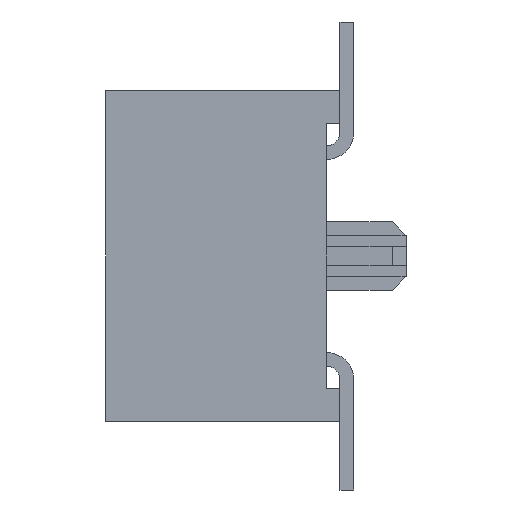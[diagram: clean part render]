
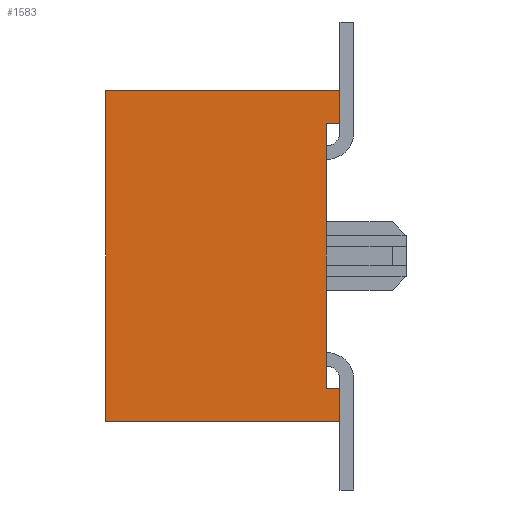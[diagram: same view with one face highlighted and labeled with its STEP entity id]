
A CAD part, left-side view. The second image highlights one B-rep face of the part: STEP entity #1583.
In plain terms, the highlighted planar face has unit normal (-1, 0, 0).
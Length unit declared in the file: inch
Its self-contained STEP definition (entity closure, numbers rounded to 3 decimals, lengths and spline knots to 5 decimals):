
#1583 = ADVANCED_FACE( '', ( #3239 ), #3240, .F. );
#3239 = FACE_OUTER_BOUND( '', #4875, .T. );
#3240 = PLANE( '', #4876 );
#4875 = EDGE_LOOP( '', ( #9780, #9781, #9782, #9783, #9784, #9785, #9786, #9787 ) );
#4876 = AXIS2_PLACEMENT_3D( '', #9788, #9789, #9790 );
#9780 = ORIENTED_EDGE( '', *, *, #10230, .T. );
#9781 = ORIENTED_EDGE( '', *, *, #11228, .T. );
#9782 = ORIENTED_EDGE( '', *, *, #11117, .F. );
#9783 = ORIENTED_EDGE( '', *, *, #11387, .F. );
#9784 = ORIENTED_EDGE( '', *, *, #11743, .T. );
#9785 = ORIENTED_EDGE( '', *, *, #10036, .T. );
#9786 = ORIENTED_EDGE( '', *, *, #11853, .T. );
#9787 = ORIENTED_EDGE( '', *, *, #11081, .T. );
#9788 = CARTESIAN_POINT( '', ( 0., 0.085, -0.06 ) );
#9789 = DIRECTION( '', ( 1., 0., 0. ) );
#9790 = DIRECTION( '', ( 0., 0., -1. ) );
#10036 = EDGE_CURVE( '', #12138, #12135, #12139, .T. );
#10230 = EDGE_CURVE( '', #12495, #12493, #12496, .T. );
#11081 = EDGE_CURVE( '', #13884, #12495, #13885, .T. );
#11117 = EDGE_CURVE( '', #13934, #13932, #13936, .T. );
#11228 = EDGE_CURVE( '', #12493, #13932, #14085, .T. );
#11387 = EDGE_CURVE( '', #14320, #13934, #14322, .T. );
#11743 = EDGE_CURVE( '', #14320, #12138, #14715, .T. );
#11853 = EDGE_CURVE( '', #12135, #13884, #14827, .T. );
#12135 = VERTEX_POINT( '', #15212 );
#12138 = VERTEX_POINT( '', #15216 );
#12139 = LINE( '', #15217, #15218 );
#12493 = VERTEX_POINT( '', #15740 );
#12495 = VERTEX_POINT( '', #15743 );
#12496 = LINE( '', #15744, #15745 );
#13884 = VERTEX_POINT( '', #17805 );
#13885 = LINE( '', #17806, #17807 );
#13932 = VERTEX_POINT( '', #17872 );
#13934 = VERTEX_POINT( '', #17875 );
#13936 = LINE( '', #17878, #17879 );
#14085 = LINE( '', #18090, #18091 );
#14320 = VERTEX_POINT( '', #18475 );
#14322 = LINE( '', #18478, #18479 );
#14715 = LINE( '', #19034, #19035 );
#14827 = LINE( '', #19167, #19168 );
#15212 = CARTESIAN_POINT( '', ( 0., 0., -0.048 ) );
#15216 = CARTESIAN_POINT( '', ( 0., 0., -0.06 ) );
#15217 = CARTESIAN_POINT( '', ( 0., 0., -0.06 ) );
#15218 = VECTOR( '', #19334, 39.37008 );
#15740 = CARTESIAN_POINT( '', ( 0., 0., 0.048 ) );
#15743 = CARTESIAN_POINT( '', ( 0., 0.005, 0.048 ) );
#15744 = CARTESIAN_POINT( '', ( 0., 0.005, 0.048 ) );
#15745 = VECTOR( '', #19525, 39.37008 );
#17805 = CARTESIAN_POINT( '', ( 0., 0.005, -0.048 ) );
#17806 = CARTESIAN_POINT( '', ( 0., 0.005, -0.048 ) );
#17807 = VECTOR( '', #20333, 39.37008 );
#17872 = CARTESIAN_POINT( '', ( 0., 0., 0.06 ) );
#17875 = CARTESIAN_POINT( '', ( 0., 0.085, 0.06 ) );
#17878 = CARTESIAN_POINT( '', ( 0., 0.085, 0.06 ) );
#17879 = VECTOR( '', #20372, 39.37008 );
#18090 = CARTESIAN_POINT( '', ( 0., 0., -0.06 ) );
#18091 = VECTOR( '', #20471, 39.37008 );
#18475 = CARTESIAN_POINT( '', ( 0., 0.085, -0.06 ) );
#18478 = CARTESIAN_POINT( '', ( 0., 0.085, -0.06 ) );
#18479 = VECTOR( '', #20622, 39.37008 );
#19034 = CARTESIAN_POINT( '', ( 0., 0.085, -0.06 ) );
#19035 = VECTOR( '', #20878, 39.37008 );
#19167 = CARTESIAN_POINT( '', ( 0., -0.005, -0.048 ) );
#19168 = VECTOR( '', #20908, 39.37008 );
#19334 = DIRECTION( '', ( 0., 0., 1. ) );
#19525 = DIRECTION( '', ( 0., -1., 0. ) );
#20333 = DIRECTION( '', ( 0., 0., 1. ) );
#20372 = DIRECTION( '', ( 0., -1., 0. ) );
#20471 = DIRECTION( '', ( 0., 0., 1. ) );
#20622 = DIRECTION( '', ( 0., 0., 1. ) );
#20878 = DIRECTION( '', ( 0., -1., 0. ) );
#20908 = DIRECTION( '', ( 0., 1., 0. ) );
